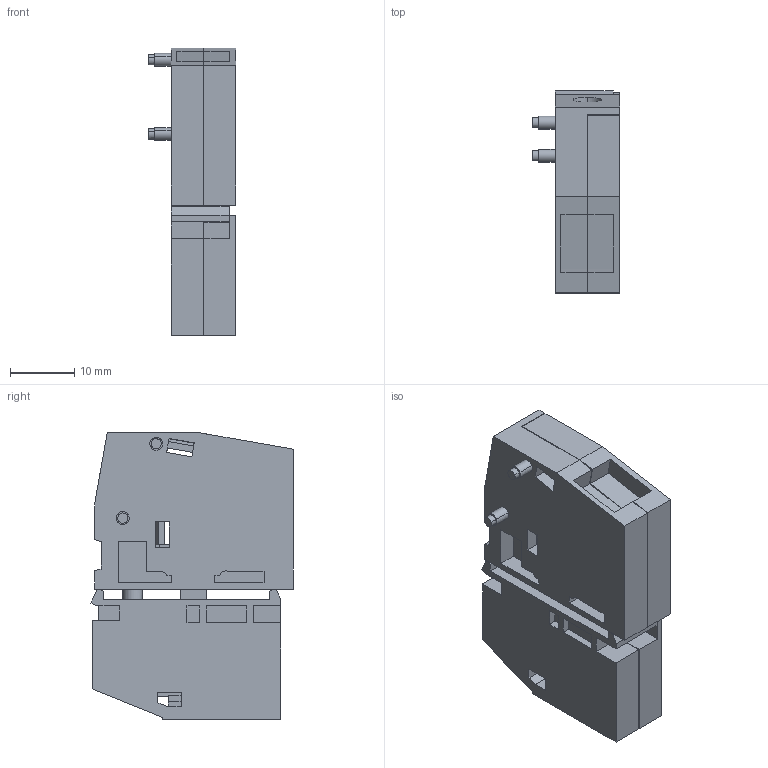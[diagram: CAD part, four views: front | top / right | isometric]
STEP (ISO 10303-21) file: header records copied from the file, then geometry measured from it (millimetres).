
FILE_DESCRIPTION(('CATIA V5 STEP Exchange','CAx-IF Rec.Pracs.--- Model Styling and Organization---1.2---2011-12-15'),'2;1');
FILE_NAME ('D1462107_0', '2017-07-20T12:32:09+00:00', ('none'), ('Weidmueller'), 'CATIA Version 5-6 Release 2014', 'CATIA V5 STEP AP214', 'none');
FILE_SCHEMA(('AUTOMOTIVE_DESIGN { 1 0 10303 214 1 1 1 1 }'));
Length unit declared in the file: millimetre
Products named in the file (1): 2439490000
Bounding box: 13.7 x 31.59 x 44.9 mm (x, y, z)
Volume: 10851.5 mm3; surface area: 7252.7 mm2
Topology: 4 solids, 4 shells, 368 faces, 1008 edges, 668 vertices
Faces by surface type: plane 331, cylinder 37
Entity records: 11595 total; most frequent: CARTESIAN_POINT 2201, ORIENTED_EDGE 2016, DIRECTION 1567, EDGE_CURVE 1008, VECTOR 926, LINE 926, VERTEX_POINT 668, EDGE_LOOP 402
